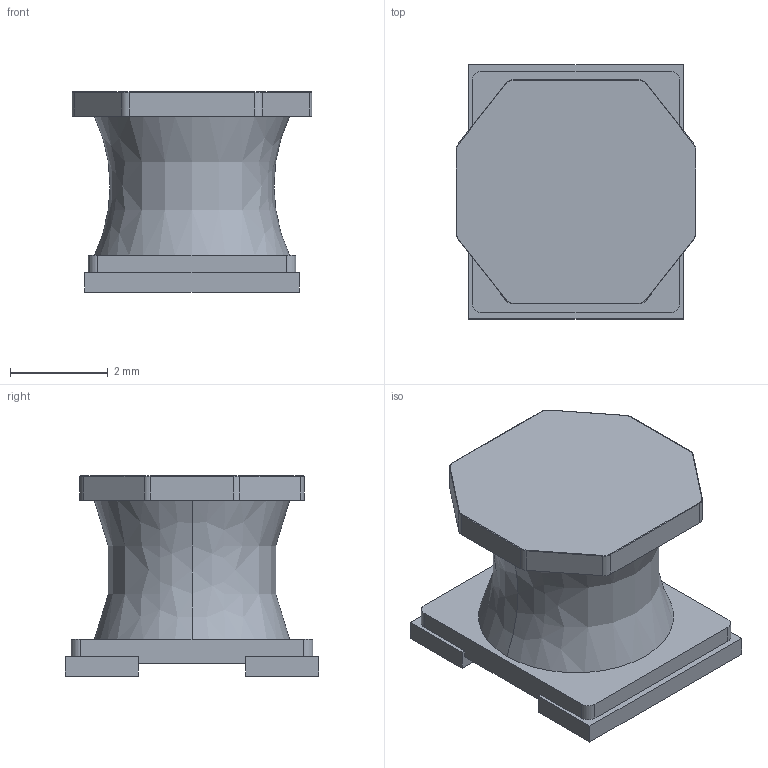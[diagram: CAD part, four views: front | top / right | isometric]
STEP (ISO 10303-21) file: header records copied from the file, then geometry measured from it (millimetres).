
FILE_DESCRIPTION (( 'STEP AP214' ), '1' );
FILE_NAME ('User Library-Bourns_SRN5040TA_series.STEP', '2022-03-05T20:01:10', ( '' ), ( '' ), 'SwSTEP 2.0', 'SolidWorks 2021', '' );
FILE_SCHEMA (( 'AUTOMOTIVE_DESIGN' ));
Length unit declared in the file: millimetre
Products named in the file (1): User Library-Bourns_SRN5040TA_series
Bounding box: 4.91 x 5.2 x 4.1 mm (x, y, z)
Volume: 52.4 mm3; surface area: 191.5 mm2
Topology: 5 solids, 5 shells, 64 faces, 146 edges, 92 vertices
Faces by surface type: plane 34, cylinder 20, bspline 10
Entity records: 1972 total; most frequent: CARTESIAN_POINT 477, DIRECTION 294, ORIENTED_EDGE 292, EDGE_CURVE 146, AXIS2_PLACEMENT_3D 101, VERTEX_POINT 92, LINE 92, VECTOR 92
